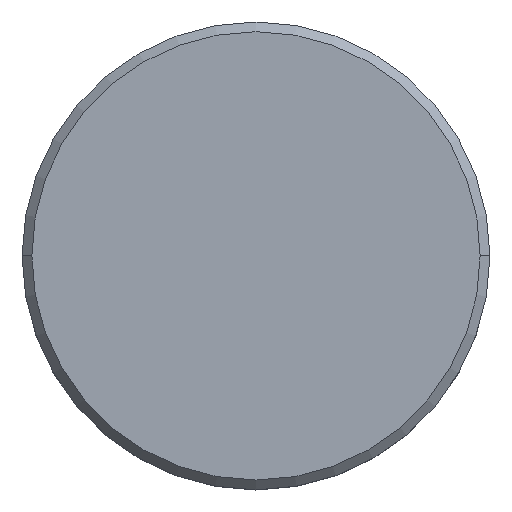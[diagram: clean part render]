
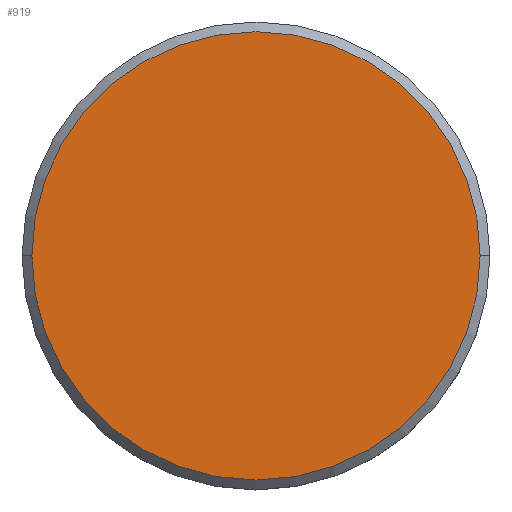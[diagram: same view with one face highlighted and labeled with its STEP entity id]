
A CAD part, top view. The second image highlights one B-rep face of the part: STEP entity #919.
In plain terms, the highlighted planar face has unit normal (0, 0, 1).
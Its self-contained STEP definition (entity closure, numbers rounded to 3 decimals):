
#124 = VERTEX_POINT ( 'NONE', #847 ) ;
#161 = CIRCLE ( 'NONE', #714, 11.5 ) ;
#182 = CIRCLE ( 'NONE', #1045, 11.5 ) ;
#209 = DIRECTION ( 'NONE',  ( 1., 0., 0. ) ) ;
#255 = CARTESIAN_POINT ( 'NONE',  ( 11.5, 0., 0. ) ) ;
#271 = EDGE_LOOP ( 'NONE', ( #440, #540 ) ) ;
#319 = DIRECTION ( 'NONE',  ( 0., 0., 1. ) ) ;
#387 = AXIS2_PLACEMENT_3D ( 'NONE', #856, #796, #209 ) ;
#397 = DIRECTION ( 'NONE',  ( 0., 0., 1. ) ) ;
#440 = ORIENTED_EDGE ( 'NONE', *, *, #460, .T. ) ;
#460 = EDGE_CURVE ( 'NONE', #124, #625, #161, .T. ) ;
#482 = DIRECTION ( 'NONE',  ( 1., 0., 0. ) ) ;
#526 = EDGE_CURVE ( 'NONE', #625, #124, #182, .T. ) ;
#540 = ORIENTED_EDGE ( 'NONE', *, *, #526, .T. ) ;
#625 = VERTEX_POINT ( 'NONE', #255 ) ;
#714 = AXIS2_PLACEMENT_3D ( 'NONE', #863, #319, #1042 ) ;
#796 = DIRECTION ( 'NONE',  ( 0., 0., 1. ) ) ;
#847 = CARTESIAN_POINT ( 'NONE',  ( -11.5, 0., 0. ) ) ;
#856 = CARTESIAN_POINT ( 'NONE',  ( 0., 0., 0. ) ) ;
#863 = CARTESIAN_POINT ( 'NONE',  ( 0., 0., 0. ) ) ;
#870 = PLANE ( 'NONE',  #387 ) ;
#875 = FACE_OUTER_BOUND ( 'NONE', #271, .T. ) ;
#919 = ADVANCED_FACE ( 'NONE', ( #875 ), #870, .T. ) ;
#1028 = CARTESIAN_POINT ( 'NONE',  ( 0., 0., 0. ) ) ;
#1042 = DIRECTION ( 'NONE',  ( 1., 0., 0. ) ) ;
#1045 = AXIS2_PLACEMENT_3D ( 'NONE', #1028, #397, #482 ) ;
